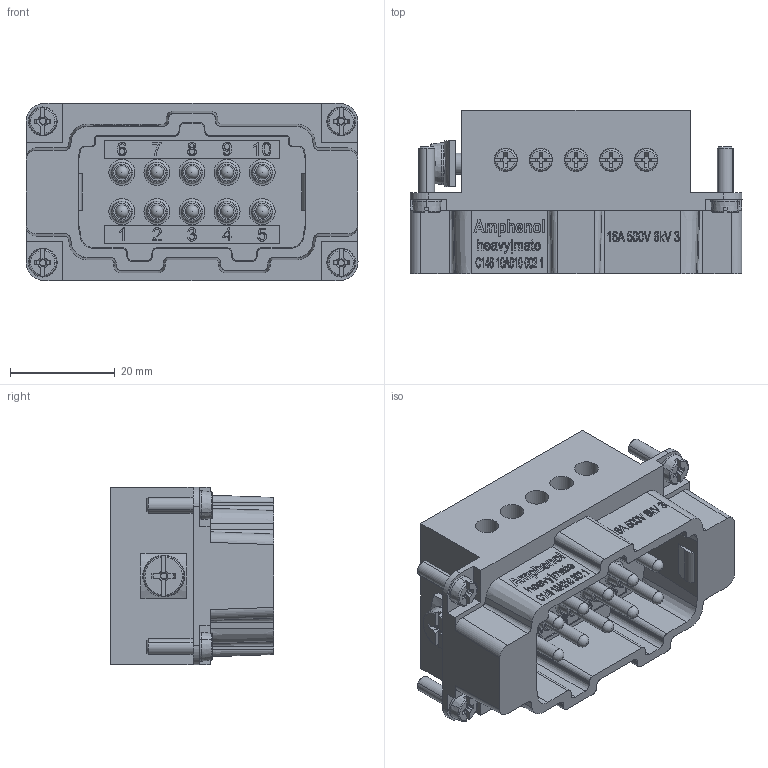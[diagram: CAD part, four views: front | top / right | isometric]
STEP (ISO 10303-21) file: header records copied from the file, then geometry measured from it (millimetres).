
FILE_DESCRIPTION(/* description */ (''),/* implementation_level */ '2;1');
FILE_NAME(/* name */ 'C146 10A010 002 1.stp',/* time_stamp */ '2018-08-15T11:54:22+02:00',/* author */ (''),/* organization */ (''),/* preprocessor_version */ 'ST-DEVELOPER v16',/* originating_system */ 'SIEMENS PLM Software NX 11.0',/* authorisation */ '');
FILE_SCHEMA (('AUTOMOTIVE_DESIGN { 1 0 10303 214 3 1 1 1 }'));
Length unit declared in the file: millimetre
Products named in the file (1): 13245nxs001-01
Bounding box: 63.4 x 31.2 x 33.9 mm (x, y, z)
Volume: 35372.4 mm3; surface area: 14705.1 mm2
Topology: 1 solids, 1 shells, 1247 faces, 3279 edges, 2180 vertices
Faces by surface type: plane 776, extrusion 227, cone 106, cylinder 70, torus 56, sphere 10, bspline 2
Full cylindrical faces by diameter (mm): 2.5 x10, 3.3 x1, 4 x2, 4.5 x10, 8 x1
Entity records: 44348 total; most frequent: CARTESIAN_POINT 16070, ORIENTED_EDGE 6274, DIRECTION 4696, EDGE_CURVE 3137, VERTEX_POINT 2114, VECTOR 1888, LINE 1661, EDGE_LOOP 1469
